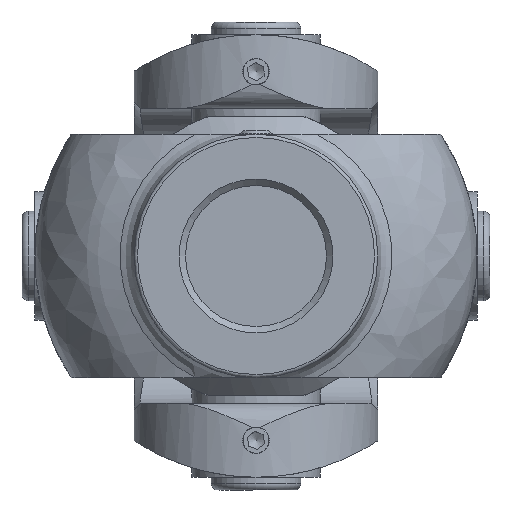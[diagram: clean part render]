
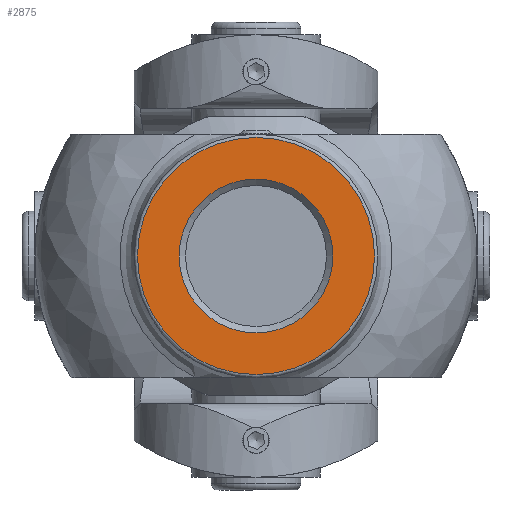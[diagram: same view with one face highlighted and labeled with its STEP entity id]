
A CAD part, left-side view. The second image highlights one B-rep face of the part: STEP entity #2875.
In plain terms, the highlighted planar face has unit normal (-1, 0, 0).
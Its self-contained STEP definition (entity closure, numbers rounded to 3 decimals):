
#527=FACE_BOUND('',#1014,.T.);
#775=FACE_OUTER_BOUND('',#1013,.T.);
#1013=EDGE_LOOP('',(#2539));
#1014=EDGE_LOOP('',(#2540));
#1078=CIRCLE('',#2944,18.5);
#1157=CIRCLE('',#3166,12.);
#1220=VERTEX_POINT('',#4391);
#1443=VERTEX_POINT('',#5807);
#1506=EDGE_CURVE('',#1220,#1220,#1078,.T.);
#1831=EDGE_CURVE('',#1443,#1443,#1157,.T.);
#2539=ORIENTED_EDGE('',*,*,#1506,.F.);
#2540=ORIENTED_EDGE('',*,*,#1831,.F.);
#2717=PLANE('',#3165);
#2875=ADVANCED_FACE('',(#775,#527),#2717,.T.);
#2944=AXIS2_PLACEMENT_3D('',#4392,#3279,#3280);
#3165=AXIS2_PLACEMENT_3D('',#5806,#3871,#3872);
#3166=AXIS2_PLACEMENT_3D('',#5808,#3873,#3874);
#3279=DIRECTION('center_axis',(1.,0.,0.));
#3280=DIRECTION('ref_axis',(0.,0.,
1.));
#3871=DIRECTION('center_axis',(-1.,0.,0.));
#3872=DIRECTION('ref_axis',(0.,1.,0.));
#3873=DIRECTION('center_axis',(-1.,0.,0.));
#3874=DIRECTION('ref_axis',(0.,0.,
1.));
#4391=CARTESIAN_POINT('',(-52.,0.,-18.5));
#4392=CARTESIAN_POINT('Origin',(-52.,0.,0.));
#5806=CARTESIAN_POINT('Origin',(-52.,0.,-9.5));
#5807=CARTESIAN_POINT('',(-52.,0.,-12.));
#5808=CARTESIAN_POINT('Origin',(-52.,0.,0.));
